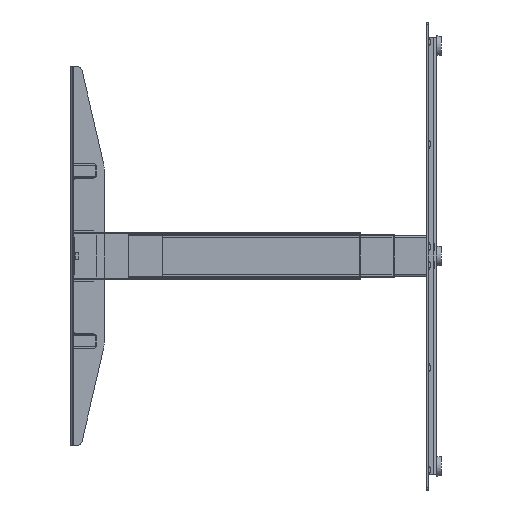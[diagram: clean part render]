
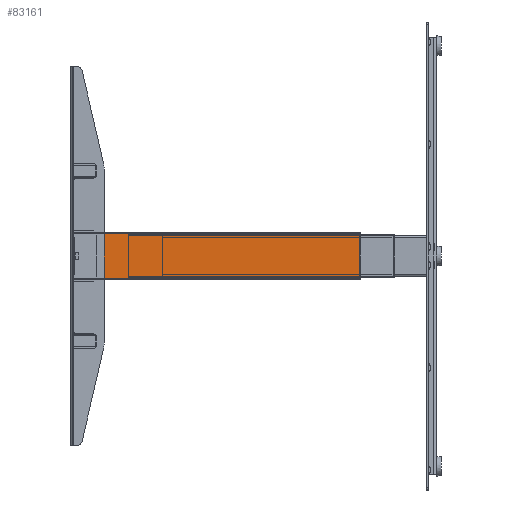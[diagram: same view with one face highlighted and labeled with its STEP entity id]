
A CAD part, left-side view. The second image highlights one B-rep face of the part: STEP entity #83161.
In plain terms, the highlighted planar face has unit normal (-1, 0, 0).
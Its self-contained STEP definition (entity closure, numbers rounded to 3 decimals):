
#138 = VECTOR ( 'NONE', #103366, 1000. ) ;
#2248 = DIRECTION ( 'NONE',  ( 0., -1., 0. ) ) ;
#3301 = CARTESIAN_POINT ( 'NONE',  ( -1343., 694.5, -7. ) ) ;
#5432 = CARTESIAN_POINT ( 'NONE',  ( -1343., 695., -6.5 ) ) ;
#5912 = LINE ( 'NONE', #14375, #60957 ) ;
#7698 = VECTOR ( 'NONE', #24469, 1000. ) ;
#7736 = CIRCLE ( 'NONE', #85238, 0.5 ) ;
#9167 = EDGE_CURVE ( 'NONE', #19454, #14130, #5912, .T. ) ;
#9329 = ORIENTED_EDGE ( 'NONE', *, *, #17153, .F. ) ;
#9982 = FACE_BOUND ( 'NONE', #25659, .T. ) ;
#10088 = DIRECTION ( 'NONE',  ( 0., 0., -1. ) ) ;
#10671 = CARTESIAN_POINT ( 'NONE',  ( -1343., 690.5, -7. ) ) ;
#11780 = EDGE_CURVE ( 'NONE', #62390, #18164, #59526, .T. ) ;
#12516 = DIRECTION ( 'NONE',  ( 0., 0., -1. ) ) ;
#12883 = DIRECTION ( 'NONE',  ( -1., 0., 0. ) ) ;
#14130 = VERTEX_POINT ( 'NONE', #37888 ) ;
#14300 = VERTEX_POINT ( 'NONE', #3301 ) ;
#14375 = CARTESIAN_POINT ( 'NONE',  ( -1343., 690., 6.5 ) ) ;
#15757 = LINE ( 'NONE', #24202, #138 ) ;
#17153 = EDGE_CURVE ( 'NONE', #31072, #62882, #15757, .T. ) ;
#17586 = LINE ( 'NONE', #10671, #63217 ) ;
#17989 = ORIENTED_EDGE ( 'NONE', *, *, #66901, .F. ) ;
#18164 = VERTEX_POINT ( 'NONE', #47852 ) ;
#19454 = VERTEX_POINT ( 'NONE', #85012 ) ;
#20250 = AXIS2_PLACEMENT_3D ( 'NONE', #77553, #35879, #27933 ) ;
#20804 = CARTESIAN_POINT ( 'NONE',  ( -1343., 690.5, 6.5 ) ) ;
#20814 = ORIENTED_EDGE ( 'NONE', *, *, #95172, .F. ) ;
#20819 = DIRECTION ( 'NONE',  ( 0., 1., 0. ) ) ;
#22047 = CARTESIAN_POINT ( 'NONE',  ( -1343., 700.5, 42.5 ) ) ;
#22970 = AXIS2_PLACEMENT_3D ( 'NONE', #31534, #62683, #55799 ) ;
#23413 = VECTOR ( 'NONE', #10088, 1000. ) ;
#24202 = CARTESIAN_POINT ( 'NONE',  ( -1343., 700.5, -42.5 ) ) ;
#24447 = ORIENTED_EDGE ( 'NONE', *, *, #9167, .F. ) ;
#24469 = DIRECTION ( 'NONE',  ( 0., 1., 0. ) ) ;
#25533 = VECTOR ( 'NONE', #20819, 1000. ) ;
#25659 = EDGE_LOOP ( 'NONE', ( #54043, #20814, #24447, #50777, #64060, #74857, #17989, #42027 ) ) ;
#27933 = DIRECTION ( 'NONE',  ( 0., 0., 1. ) ) ;
#31072 = VERTEX_POINT ( 'NONE', #83596 ) ;
#31534 = CARTESIAN_POINT ( 'NONE',  ( -1343., 694.5, -6.5 ) ) ;
#33271 = AXIS2_PLACEMENT_3D ( 'NONE', #41741, #81786, #104529 ) ;
#33358 = DIRECTION ( 'NONE',  ( 0., 0., 1. ) ) ;
#33812 = FACE_OUTER_BOUND ( 'NONE', #44788, .T. ) ;
#34743 = CARTESIAN_POINT ( 'NONE',  ( -1343., 695., 6.5 ) ) ;
#35454 = LINE ( 'NONE', #51767, #23413 ) ;
#35879 = DIRECTION ( 'NONE',  ( -1., 0., 0. ) ) ;
#37888 = CARTESIAN_POINT ( 'NONE',  ( -1343., 690., 6.5 ) ) ;
#38036 = VERTEX_POINT ( 'NONE', #34743 ) ;
#39728 = DIRECTION ( 'NONE',  ( -1., 0., 0. ) ) ;
#40288 = EDGE_CURVE ( 'NONE', #14300, #94834, #17586, .T. ) ;
#41242 = CARTESIAN_POINT ( 'NONE',  ( -1343., 694.5, 7. ) ) ;
#41287 = CARTESIAN_POINT ( 'NONE',  ( -1343., 694.5, 6.5 ) ) ;
#41461 = EDGE_CURVE ( 'NONE', #86494, #38036, #7736, .T. ) ;
#41741 = CARTESIAN_POINT ( 'NONE',  ( -1343., 155.5, -42.5 ) ) ;
#42027 = ORIENTED_EDGE ( 'NONE', *, *, #41461, .F. ) ;
#44788 = EDGE_LOOP ( 'NONE', ( #51901, #9329, #45561, #63470 ) ) ;
#45481 = EDGE_CURVE ( 'NONE', #18164, #31072, #56150, .T. ) ;
#45561 = ORIENTED_EDGE ( 'NONE', *, *, #45481, .F. ) ;
#46245 = AXIS2_PLACEMENT_3D ( 'NONE', #20804, #12883, #52487 ) ;
#46990 = CARTESIAN_POINT ( 'NONE',  ( -1343., 155.5, 42.5 ) ) ;
#47852 = CARTESIAN_POINT ( 'NONE',  ( -1343., 155.5, -42.5 ) ) ;
#50777 = ORIENTED_EDGE ( 'NONE', *, *, #54104, .F. ) ;
#51472 = LINE ( 'NONE', #59906, #25533 ) ;
#51767 = CARTESIAN_POINT ( 'NONE',  ( -1343., 695., -6.5 ) ) ;
#51901 = ORIENTED_EDGE ( 'NONE', *, *, #99797, .T. ) ;
#52487 = DIRECTION ( 'NONE',  ( 0., 0., 1. ) ) ;
#54043 = ORIENTED_EDGE ( 'NONE', *, *, #78974, .F. ) ;
#54104 = EDGE_CURVE ( 'NONE', #94834, #19454, #55698, .T. ) ;
#55698 = CIRCLE ( 'NONE', #20250, 0.5 ) ;
#55799 = DIRECTION ( 'NONE',  ( 0., 0., 1. ) ) ;
#56150 = LINE ( 'NONE', #96726, #7698 ) ;
#56816 = VECTOR ( 'NONE', #87584, 1000. ) ;
#59526 = LINE ( 'NONE', #100110, #83692 ) ;
#59906 = CARTESIAN_POINT ( 'NONE',  ( -1343., 694.5, 7. ) ) ;
#60196 = CARTESIAN_POINT ( 'NONE',  ( -1343., 155.5, 42.5 ) ) ;
#60957 = VECTOR ( 'NONE', #101434, 1000. ) ;
#62390 = VERTEX_POINT ( 'NONE', #60196 ) ;
#62683 = DIRECTION ( 'NONE',  ( -1., 0., 0. ) ) ;
#62882 = VERTEX_POINT ( 'NONE', #22047 ) ;
#63217 = VECTOR ( 'NONE', #2248, 1000. ) ;
#63470 = ORIENTED_EDGE ( 'NONE', *, *, #11780, .F. ) ;
#64060 = ORIENTED_EDGE ( 'NONE', *, *, #40288, .F. ) ;
#65212 = CARTESIAN_POINT ( 'NONE',  ( -1343., 690.5, -7. ) ) ;
#65469 = PLANE ( 'NONE',  #33271 ) ;
#66901 = EDGE_CURVE ( 'NONE', #38036, #71822, #35454, .T. ) ;
#71822 = VERTEX_POINT ( 'NONE', #5432 ) ;
#74722 = VERTEX_POINT ( 'NONE', #89599 ) ;
#74857 = ORIENTED_EDGE ( 'NONE', *, *, #99025, .F. ) ;
#77553 = CARTESIAN_POINT ( 'NONE',  ( -1343., 690.5, -6.5 ) ) ;
#78974 = EDGE_CURVE ( 'NONE', #74722, #86494, #51472, .T. ) ;
#81786 = DIRECTION ( 'NONE',  ( 1., 0., 0. ) ) ;
#83161 = ADVANCED_FACE ( 'NONE', ( #9982, #33812 ), #65469, .F. ) ;
#83596 = CARTESIAN_POINT ( 'NONE',  ( -1343., 700.5, -42.5 ) ) ;
#83692 = VECTOR ( 'NONE', #12516, 1000. ) ;
#85012 = CARTESIAN_POINT ( 'NONE',  ( -1343., 690., -6.5 ) ) ;
#85238 = AXIS2_PLACEMENT_3D ( 'NONE', #41287, #39728, #33358 ) ;
#85313 = CIRCLE ( 'NONE', #22970, 0.5 ) ;
#86494 = VERTEX_POINT ( 'NONE', #41242 ) ;
#87056 = LINE ( 'NONE', #46990, #56816 ) ;
#87584 = DIRECTION ( 'NONE',  ( 0., 1., 0. ) ) ;
#89599 = CARTESIAN_POINT ( 'NONE',  ( -1343., 690.5, 7. ) ) ;
#91652 = CIRCLE ( 'NONE', #46245, 0.5 ) ;
#94834 = VERTEX_POINT ( 'NONE', #65212 ) ;
#95172 = EDGE_CURVE ( 'NONE', #14130, #74722, #91652, .T. ) ;
#96726 = CARTESIAN_POINT ( 'NONE',  ( -1343., 155.5, -42.5 ) ) ;
#99025 = EDGE_CURVE ( 'NONE', #71822, #14300, #85313, .T. ) ;
#99797 = EDGE_CURVE ( 'NONE', #62390, #62882, #87056, .T. ) ;
#100110 = CARTESIAN_POINT ( 'NONE',  ( -1343., 155.5, -42.5 ) ) ;
#101434 = DIRECTION ( 'NONE',  ( 0., 0., 1. ) ) ;
#103366 = DIRECTION ( 'NONE',  ( 0., 0., 1. ) ) ;
#104529 = DIRECTION ( 'NONE',  ( 0., 0., -1. ) ) ;
